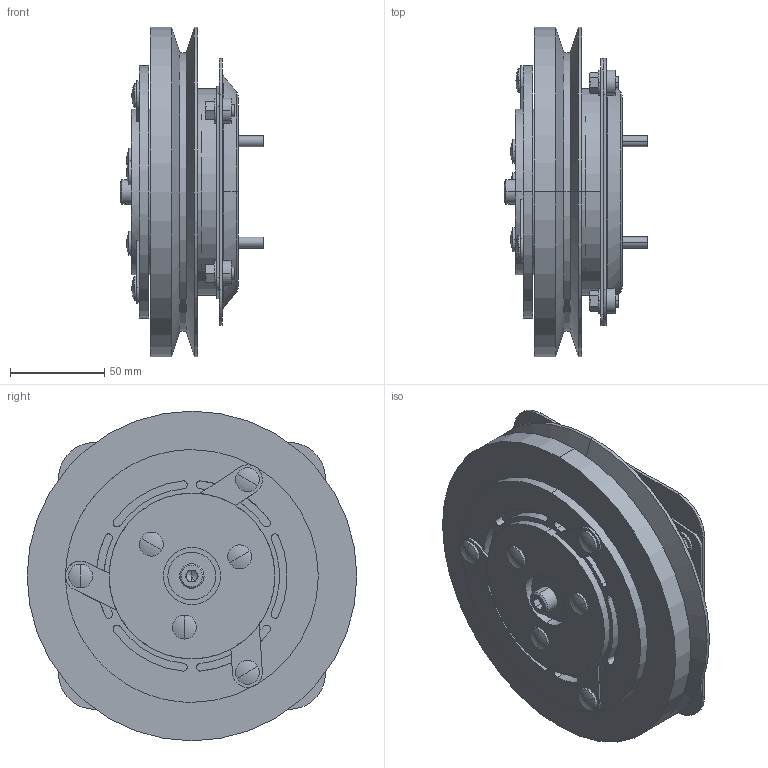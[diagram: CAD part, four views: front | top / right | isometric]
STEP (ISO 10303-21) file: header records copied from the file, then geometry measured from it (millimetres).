
FILE_DESCRIPTION (( 'STEP AP203' ), '1' );
FILE_NAME ('34960.STEP', '2019-02-19T12:54:21', ( '' ), ( '' ), 'SwSTEP 2.0', 'SolidWorks 2018', '' );
FILE_SCHEMA (( 'CONFIG_CONTROL_DESIGN' ));
Length unit declared in the file: inch
Products named in the file (1): 34960
Bounding box: 76 x 175.05 x 175.05 mm (x, y, z)
Volume: 698117.1 mm3; surface area: 165646.6 mm2
Topology: 13 solids, 13 shells, 524 faces, 1222 edges, 722 vertices
Faces by surface type: cylinder 242, plane 154, cone 54, torus 50, sphere 24
Entity records: 14985 total; most frequent: DIRECTION 2816, CARTESIAN_POINT 2683, ORIENTED_EDGE 2368, EDGE_CURVE 1184, AXIS2_PLACEMENT_3D 1159, VERTEX_POINT 722, CIRCLE 634, EDGE_LOOP 608
